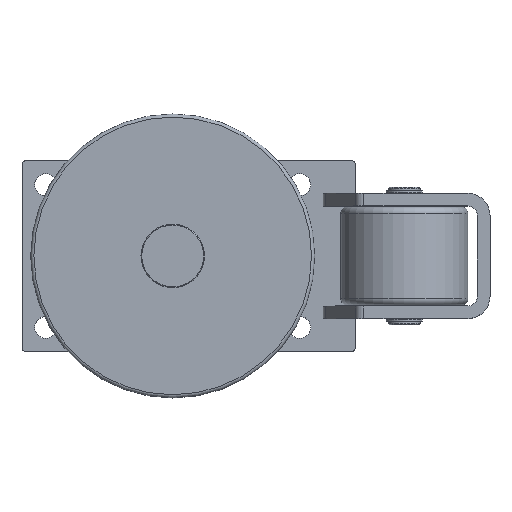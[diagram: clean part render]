
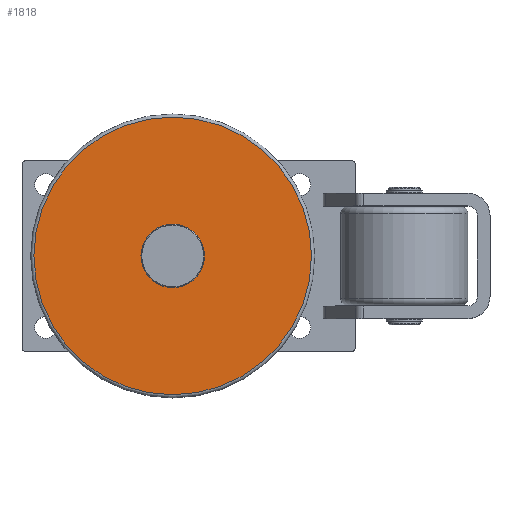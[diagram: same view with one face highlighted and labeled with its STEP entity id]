
A CAD part, top view. The second image highlights one B-rep face of the part: STEP entity #1818.
In plain terms, the highlighted planar face has unit normal (0, 0, 1).
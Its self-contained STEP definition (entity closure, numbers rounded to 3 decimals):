
#352=FACE_BOUND('',#523,.T.);
#416=FACE_OUTER_BOUND('',#522,.T.);
#522=EDGE_LOOP('',(#1441,#1442));
#523=EDGE_LOOP('',(#1443));
#657=CIRCLE('',#2004,87.5);
#658=CIRCLE('',#2005,87.5);
#659=CIRCLE('',#2006,20.);
#812=VERTEX_POINT('',#2983);
#813=VERTEX_POINT('',#2984);
#814=VERTEX_POINT('',#2987);
#1042=EDGE_CURVE('',#812,#813,#657,.T.);
#1043=EDGE_CURVE('',#813,#812,#658,.T.);
#1044=EDGE_CURVE('',#814,#814,#659,.T.);
#1441=ORIENTED_EDGE('',*,*,#1042,.F.);
#1442=ORIENTED_EDGE('',*,*,#1043,.F.);
#1443=ORIENTED_EDGE('',*,*,#1044,.F.);
#1748=PLANE('',#2003);
#1818=ADVANCED_FACE('',(#416,#352),#1748,.T.);
#2003=AXIS2_PLACEMENT_3D('',#2982,#2413,#2414);
#2004=AXIS2_PLACEMENT_3D('',#2985,#2415,#2416);
#2005=AXIS2_PLACEMENT_3D('',#2986,#2417,#2418);
#2006=AXIS2_PLACEMENT_3D('',#2988,#2419,#2420);
#2413=DIRECTION('center_axis',(0.,0.,
1.));
#2414=DIRECTION('ref_axis',(1.,0.,0.));
#2415=DIRECTION('center_axis',(0.,0.,
-1.));
#2416=DIRECTION('ref_axis',(0.,-1.,0.));
#2417=DIRECTION('center_axis',(0.,0.,
-1.));
#2418=DIRECTION('ref_axis',(0.,-1.,0.));
#2419=DIRECTION('center_axis',(0.,0.,
1.));
#2420=DIRECTION('ref_axis',(0.,1.,0.));
#2982=CARTESIAN_POINT('Origin',(-55.535,88.732,38.825));
#2983=CARTESIAN_POINT('',(-55.535,92.732,38.825));
#2984=CARTESIAN_POINT('',(31.965,5.232,38.825));
#2985=CARTESIAN_POINT('Origin',(-55.535,5.232,38.825));
#2986=CARTESIAN_POINT('Origin',(-55.535,5.232,38.825));
#2987=CARTESIAN_POINT('',(-55.535,-14.768,38.825));
#2988=CARTESIAN_POINT('Origin',(-55.535,5.232,38.825));
